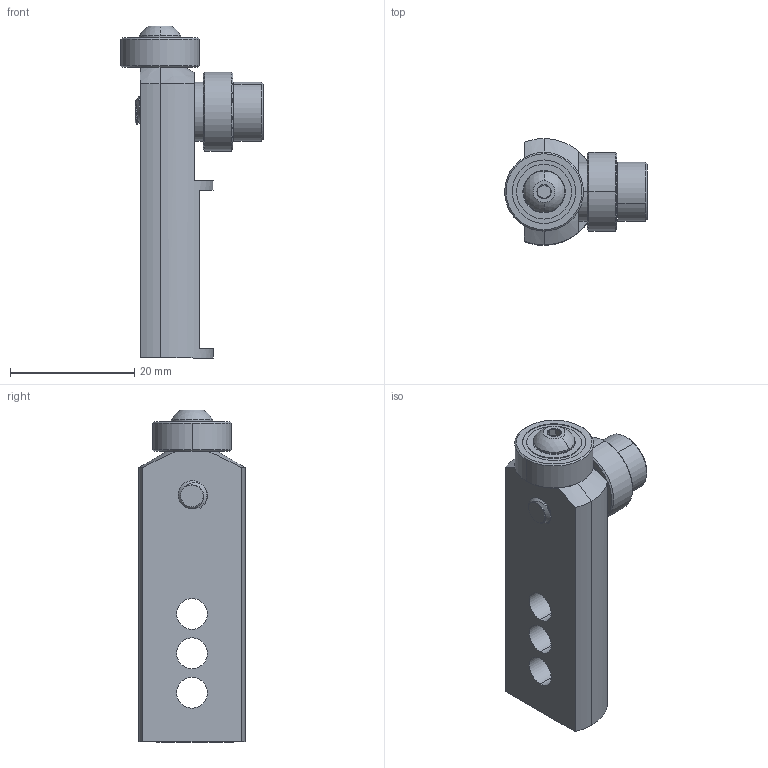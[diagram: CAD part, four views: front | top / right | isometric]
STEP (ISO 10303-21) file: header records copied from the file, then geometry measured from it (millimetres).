
FILE_DESCRIPTION (( 'STEP AP203' ), '1' );
FILE_NAME ('REV-25-2050.STEP', '2022-01-09T17:00:07', ( '' ), ( '' ), 'SwSTEP 2.0', 'SolidWorks 2022', '' );
FILE_SCHEMA (( 'CONFIG_CONTROL_DESIGN' ));
Products named in the file (1): REV-25-2050
Bounding box: 23 x 17.14 x 53.49 mm (x, y, z)
Volume: 7805.4 mm3; surface area: 6516.1 mm2
Topology: 35 solids, 35 shells, 353 faces, 922 edges, 598 vertices
Faces by surface type: cylinder 151, sphere 50, plane 48, cone 47, bspline 41, torus 16
Entity records: 32773 total; most frequent: CARTESIAN_POINT 25464, ORIENTED_EDGE 1604, DIRECTION 1356, EDGE_CURVE 802, AXIS2_PLACEMENT_3D 575, VERTEX_POINT 526, EDGE_LOOP 386, FACE_OUTER_BOUND 353
